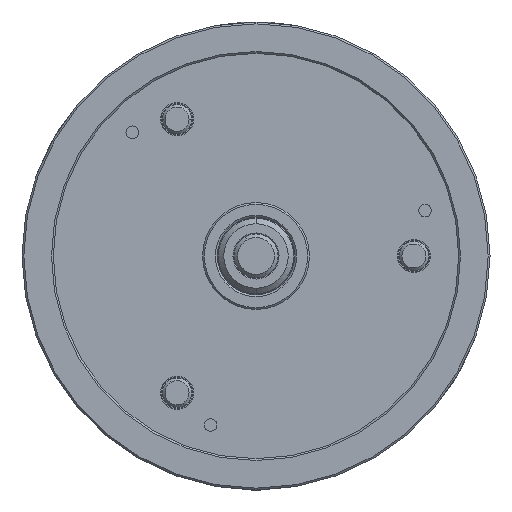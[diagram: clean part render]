
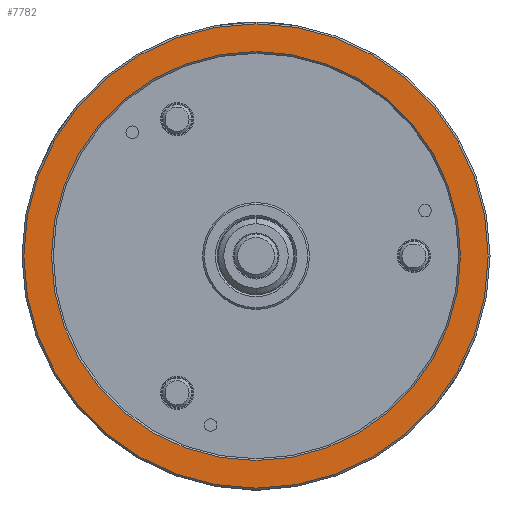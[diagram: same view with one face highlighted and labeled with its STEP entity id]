
A CAD part, left-side view. The second image highlights one B-rep face of the part: STEP entity #7782.
In plain terms, the highlighted planar face has unit normal (-1, 0, 0).
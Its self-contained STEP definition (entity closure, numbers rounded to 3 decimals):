
#154 = DIRECTION ( 'NONE',  ( 1., 0., 0. ) ) ;
#171 = EDGE_CURVE ( 'NONE', #18886, #19474, #5868, .T. ) ;
#287 = AXIS2_PLACEMENT_3D ( 'NONE', #21611, #3214, #11552 ) ;
#1556 = ORIENTED_EDGE ( 'NONE', *, *, #20271, .T. ) ;
#1883 = DIRECTION ( 'NONE',  ( 0., 0., 1. ) ) ;
#1952 = CARTESIAN_POINT ( 'NONE',  ( 0., 0., 0. ) ) ;
#2551 = CARTESIAN_POINT ( 'NONE',  ( 0., 127., 0. ) ) ;
#3214 = DIRECTION ( 'NONE',  ( -1., 0., 0. ) ) ;
#3748 = EDGE_CURVE ( 'NONE', #15196, #16079, #17619, .T. ) ;
#4250 = CARTESIAN_POINT ( 'NONE',  ( 0., 0., -111. ) ) ;
#4788 = AXIS2_PLACEMENT_3D ( 'NONE', #2551, #5831, #19333 ) ;
#5027 = DIRECTION ( 'NONE',  ( 0., 0., 1. ) ) ;
#5744 = ORIENTED_EDGE ( 'NONE', *, *, #11911, .T. ) ;
#5831 = DIRECTION ( 'NONE',  ( -1., 0., 0. ) ) ;
#5868 = CIRCLE ( 'NONE', #20205, 111. ) ;
#7580 = PLANE ( 'NONE',  #4788 ) ;
#7782 = ADVANCED_FACE ( 'NONE', ( #15523, #21571 ), #7580, .T. ) ;
#7929 = CARTESIAN_POINT ( 'NONE',  ( 0., 0., 111. ) ) ;
#8300 = CARTESIAN_POINT ( 'NONE',  ( 0., 0., 126. ) ) ;
#10044 = CARTESIAN_POINT ( 'NONE',  ( 0., 0., 0. ) ) ;
#10408 = DIRECTION ( 'NONE',  ( 1., 0., 0. ) ) ;
#10481 = DIRECTION ( 'NONE',  ( 0., 0., 1. ) ) ;
#10733 = EDGE_LOOP ( 'NONE', ( #10788, #5744 ) ) ;
#10788 = ORIENTED_EDGE ( 'NONE', *, *, #3748, .T. ) ;
#11379 = ORIENTED_EDGE ( 'NONE', *, *, #171, .T. ) ;
#11527 = CIRCLE ( 'NONE', #15600, 111. ) ;
#11552 = DIRECTION ( 'NONE',  ( 0., 0., 1. ) ) ;
#11911 = EDGE_CURVE ( 'NONE', #16079, #15196, #14009, .T. ) ;
#13549 = DIRECTION ( 'NONE',  ( -1., 0., 0. ) ) ;
#14009 = CIRCLE ( 'NONE', #16538, 126. ) ;
#14167 = CARTESIAN_POINT ( 'NONE',  ( 0., 0., -126. ) ) ;
#15128 = CARTESIAN_POINT ( 'NONE',  ( 0., 0., 0. ) ) ;
#15196 = VERTEX_POINT ( 'NONE', #14167 ) ;
#15523 = FACE_OUTER_BOUND ( 'NONE', #10733, .T. ) ;
#15600 = AXIS2_PLACEMENT_3D ( 'NONE', #10044, #154, #1883 ) ;
#16079 = VERTEX_POINT ( 'NONE', #8300 ) ;
#16538 = AXIS2_PLACEMENT_3D ( 'NONE', #15128, #13549, #5027 ) ;
#17619 = CIRCLE ( 'NONE', #287, 126. ) ;
#18886 = VERTEX_POINT ( 'NONE', #4250 ) ;
#19333 = DIRECTION ( 'NONE',  ( 0., 0., 1. ) ) ;
#19474 = VERTEX_POINT ( 'NONE', #7929 ) ;
#20205 = AXIS2_PLACEMENT_3D ( 'NONE', #1952, #10408, #10481 ) ;
#20271 = EDGE_CURVE ( 'NONE', #19474, #18886, #11527, .T. ) ;
#21096 = EDGE_LOOP ( 'NONE', ( #1556, #11379 ) ) ;
#21571 = FACE_BOUND ( 'NONE', #21096, .T. ) ;
#21611 = CARTESIAN_POINT ( 'NONE',  ( 0., 0., 0. ) ) ;
